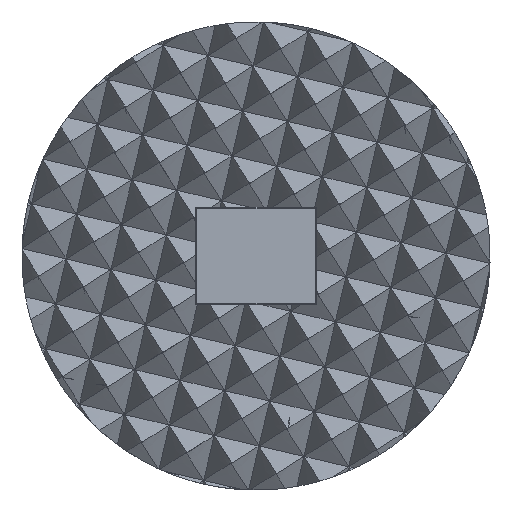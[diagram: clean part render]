
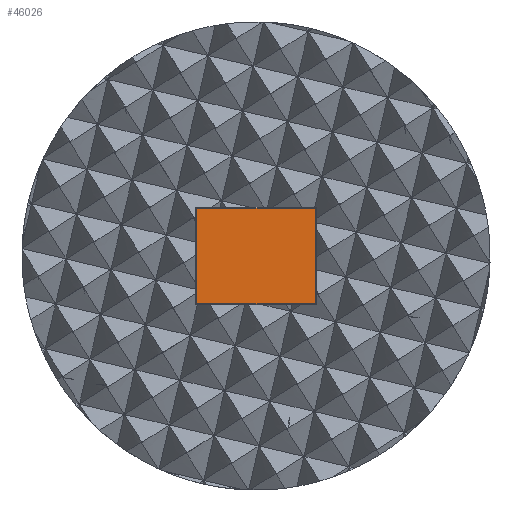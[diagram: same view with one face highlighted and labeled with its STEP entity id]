
A CAD part, front view. The second image highlights one B-rep face of the part: STEP entity #46026.
In plain terms, the highlighted planar face has unit normal (0, -1, 0).
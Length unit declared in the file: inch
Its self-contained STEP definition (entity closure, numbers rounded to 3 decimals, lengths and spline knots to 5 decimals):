
#1018 = ORIENTED_EDGE ( 'NONE', *, *, #17122, .T. ) ;
#2902 = DIRECTION ( 'NONE',  ( -1., 0., 0. ) ) ;
#4691 = DIRECTION ( 'NONE',  ( 0., 0., 1. ) ) ;
#5917 = AXIS2_PLACEMENT_3D ( 'NONE', #27716, #33493, #16840 ) ;
#6488 = VERTEX_POINT ( 'NONE', #47362 ) ;
#8207 = CARTESIAN_POINT ( 'NONE',  ( 0., -13.198, -1.0155 ) ) ;
#9488 = CARTESIAN_POINT ( 'NONE',  ( 1.2655, -13.198, -1.0155 ) ) ;
#10008 = EDGE_CURVE ( 'NONE', #40267, #6488, #69727, .T. ) ;
#11476 = CARTESIAN_POINT ( 'NONE',  ( 1.2655, -13.198, 0. ) ) ;
#16840 = DIRECTION ( 'NONE',  ( 1., 0., 0. ) ) ;
#17122 = EDGE_CURVE ( 'NONE', #22618, #33413, #53179, .T. ) ;
#17196 = PLANE ( 'NONE',  #5917 ) ;
#20196 = DIRECTION ( 'NONE',  ( 1., 0., 0. ) ) ;
#22618 = VERTEX_POINT ( 'NONE', #46581 ) ;
#25331 = ORIENTED_EDGE ( 'NONE', *, *, #10008, .T. ) ;
#27716 = CARTESIAN_POINT ( 'NONE',  ( 0., -13.198, 0. ) ) ;
#33413 = VERTEX_POINT ( 'NONE', #9488 ) ;
#33493 = DIRECTION ( 'NONE',  ( 0., -1., 0. ) ) ;
#37517 = EDGE_LOOP ( 'NONE', ( #25331, #68785, #1018, #53399 ) ) ;
#40267 = VERTEX_POINT ( 'NONE', #64316 ) ;
#42943 = VECTOR ( 'NONE', #4691, 39.37008 ) ;
#45832 = FACE_OUTER_BOUND ( 'NONE', #37517, .T. ) ;
#46026 = ADVANCED_FACE ( 'NONE', ( #45832 ), #17196, .T. ) ;
#46581 = CARTESIAN_POINT ( 'NONE',  ( -1.2655, -13.198, -1.0155 ) ) ;
#47362 = CARTESIAN_POINT ( 'NONE',  ( -1.2655, -13.198, 1.0155 ) ) ;
#48696 = EDGE_CURVE ( 'NONE', #6488, #22618, #58805, .T. ) ;
#53179 = LINE ( 'NONE', #8207, #60318 ) ;
#53316 = LINE ( 'NONE', #11476, #42943 ) ;
#53399 = ORIENTED_EDGE ( 'NONE', *, *, #67254, .T. ) ;
#55398 = DIRECTION ( 'NONE',  ( 0., 0., -1. ) ) ;
#58805 = LINE ( 'NONE', #65608, #60581 ) ;
#59181 = CARTESIAN_POINT ( 'NONE',  ( 0., -13.198, 1.0155 ) ) ;
#60318 = VECTOR ( 'NONE', #20196, 39.37008 ) ;
#60581 = VECTOR ( 'NONE', #55398, 39.37008 ) ;
#61135 = VECTOR ( 'NONE', #2902, 39.37008 ) ;
#64316 = CARTESIAN_POINT ( 'NONE',  ( 1.2655, -13.198, 1.0155 ) ) ;
#65608 = CARTESIAN_POINT ( 'NONE',  ( -1.2655, -13.198, 0. ) ) ;
#67254 = EDGE_CURVE ( 'NONE', #33413, #40267, #53316, .T. ) ;
#68785 = ORIENTED_EDGE ( 'NONE', *, *, #48696, .T. ) ;
#69727 = LINE ( 'NONE', #59181, #61135 ) ;
